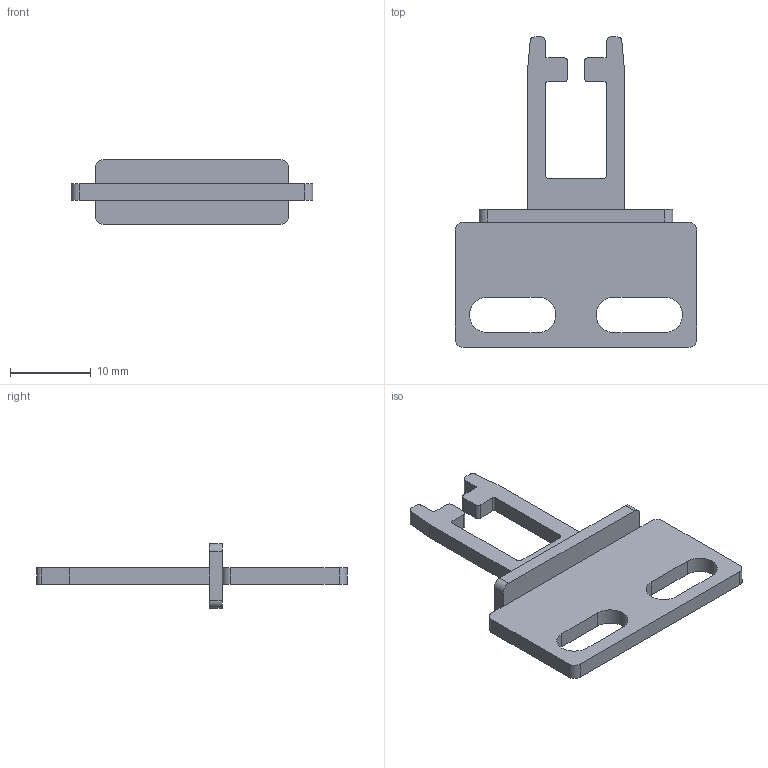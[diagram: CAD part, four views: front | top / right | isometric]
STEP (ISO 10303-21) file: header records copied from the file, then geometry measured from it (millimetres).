
FILE_DESCRIPTION (( 'STEP AP214' ), '1' );
FILE_NAME ('KEY4.STEP', '2023-05-04T17:47:37', ( '' ), ( '' ), 'SwSTEP 2.0', 'SolidWorks 2021', '' );
FILE_SCHEMA (( 'AUTOMOTIVE_DESIGN' ));
Length unit declared in the file: inch
Products named in the file (1): KEY4
Bounding box: 30 x 38.5 x 8 mm (x, y, z)
Volume: 1338.4 mm3; surface area: 1874.7 mm2
Topology: 1 solids, 1 shells, 63 faces, 176 edges, 116 vertices
Faces by surface type: plane 37, cylinder 26
Entity records: 2897 total; most frequent: CARTESIAN_POINT 356, DIRECTION 356, ORIENTED_EDGE 352, EDGE_CURVE 176, LINE 124, VECTOR 124, AXIS2_PLACEMENT_3D 116, VERTEX_POINT 116
